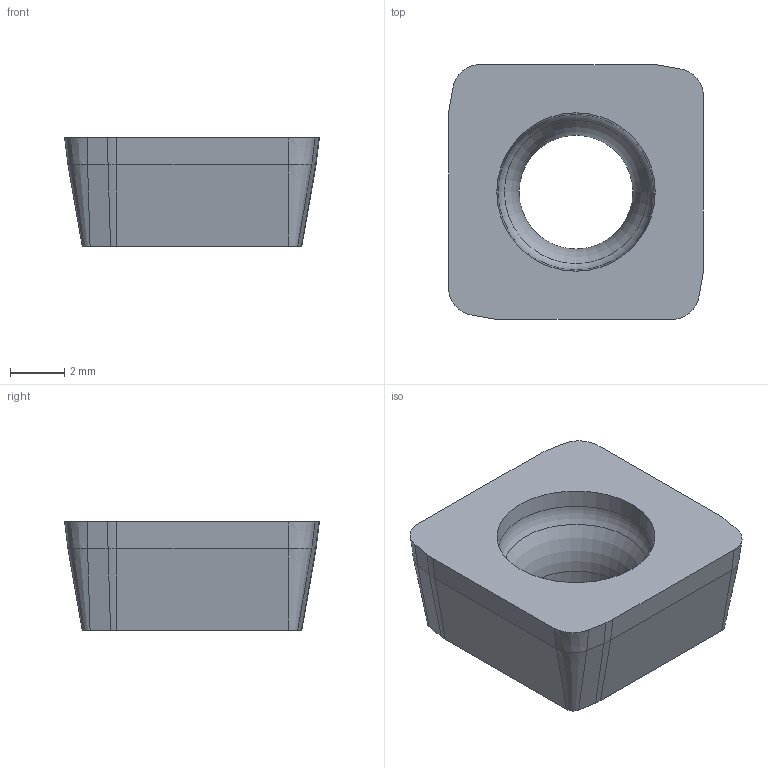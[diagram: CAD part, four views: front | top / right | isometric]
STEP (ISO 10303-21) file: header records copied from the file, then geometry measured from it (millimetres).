
FILE_DESCRIPTION(/* description */ (''),/* implementation_level */ '2;1');
FILE_NAME(/* name */ '1539261465927.stp',/* time_stamp */ '2018-10-11T14:38:00+02:00',/* author */ (''),/* organization */ ('SMS'),/* preprocessor_version */ 'ST-DEVELOPER v15',/* originating_system */ 'SIEMENS PLM Software NX 8.5',/* authorisation */ '');
FILE_SCHEMA (('AUTOMOTIVE_DESIGN { 1 0 10303 214 3 1 1 1 }'));
Length unit declared in the file: millimetre
Products named in the file (1): 201920878mod000_00
Bounding box: 9.4 x 9.4 x 4 mm (x, y, z)
Volume: 230.3 mm3; surface area: 309.9 mm2
Topology: 1 solids, 1 shells, 38 faces, 99 edges, 65 vertices
Faces by surface type: plane 18, cone 17, torus 2, cylinder 1
Full cylindrical faces by diameter (mm): 4.2 x1
Entity records: 1275 total; most frequent: CARTESIAN_POINT 300, DIRECTION 196, ORIENTED_EDGE 186, EDGE_CURVE 93, AXIS2_PLACEMENT_3D 70, VERTEX_POINT 61, LINE 56, VECTOR 56
